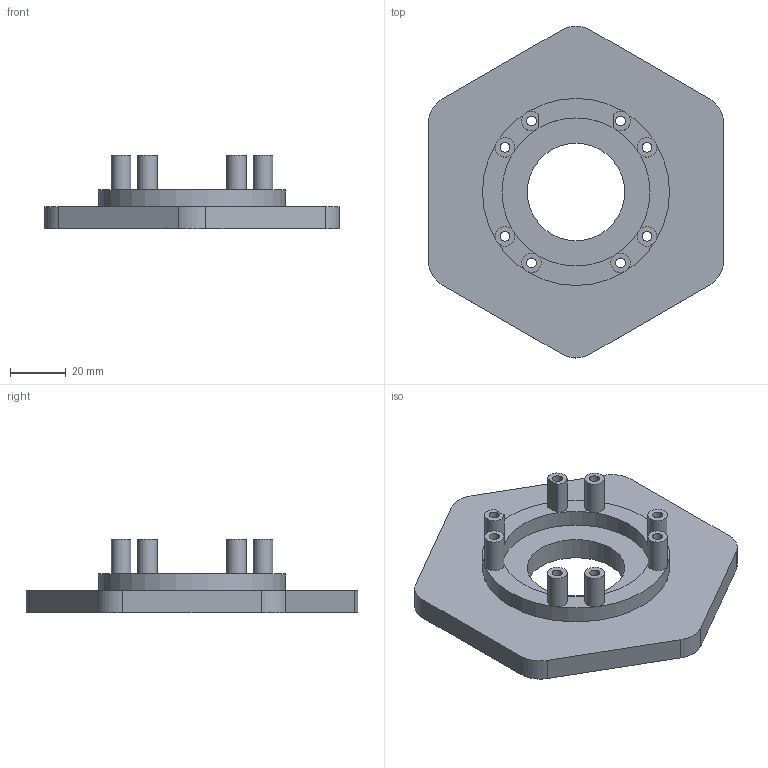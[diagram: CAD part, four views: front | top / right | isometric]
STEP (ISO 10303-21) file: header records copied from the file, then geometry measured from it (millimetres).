
FILE_DESCRIPTION(/* description */ (''),/* implementation_level */ '2;1');
FILE_NAME(/* name */ 'Base.step',/* time_stamp */ '2023-06-20T21:34:15+02:00',/* author */ (''),/* organization */ (''),/* preprocessor_version */ 'ST-DEVELOPER v19.2',/* originating_system */ 'Autodesk Translation Framework v12.6.0.85',/* authorisation */ '');
FILE_SCHEMA (('AUTOMOTIVE_DESIGN { 1 0 10303 214 3 1 1 }'));
Length unit declared in the file: millimetre
Products named in the file (3): Base; Base_1; StandOffs
Assembly tree (2 placements, depth 2):
  Base
    Base_1
    StandOffs
Bounding box: 106 x 119.3 x 26.5 mm (x, y, z)
Volume: 77711.9 mm3; surface area: 31055.4 mm2
Topology: 10 solids, 10 shells, 69 faces, 147 edges, 98 vertices
Faces by surface type: cylinder 41, plane 28
Full cylindrical faces by diameter (mm): 3.5 x16, 7 x14, 35 x1, 53.208 x1, 67.208 x1
Entity records: 2100 total; most frequent: DIRECTION 379, CARTESIAN_POINT 320, ORIENTED_EDGE 294, AXIS2_PLACEMENT_3D 157, EDGE_CURVE 147, EDGE_LOOP 121, VERTEX_POINT 98, CIRCLE 82
